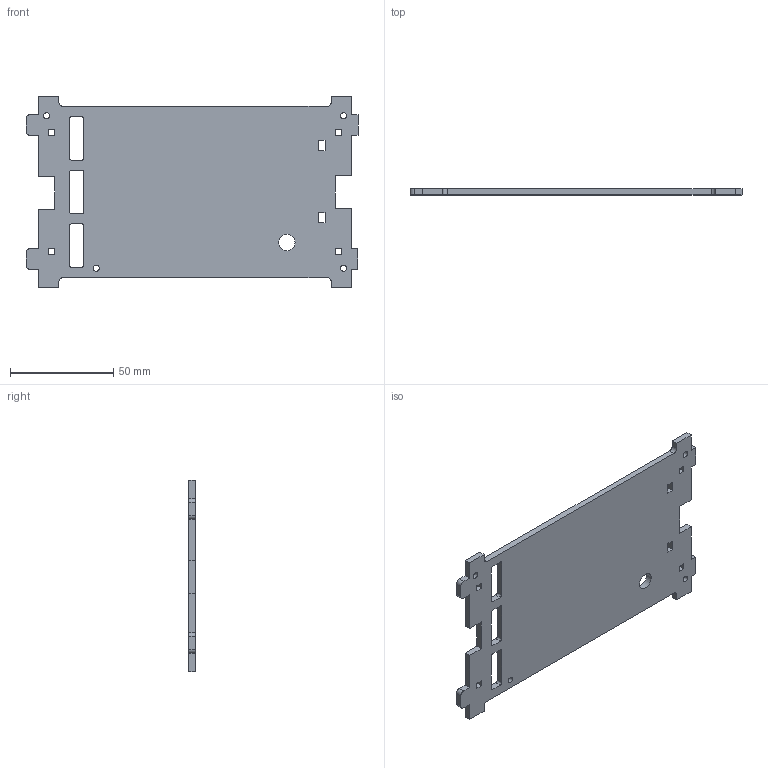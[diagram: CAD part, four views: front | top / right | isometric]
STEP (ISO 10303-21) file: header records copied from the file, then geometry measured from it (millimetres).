
FILE_DESCRIPTION((''),'2;1');
FILE_NAME('Main_Platform.stp','2013-11-13T21:59:24',(''),(''),'Autodesk Inventor 2013','Autodesk Inventor 2013','');
FILE_SCHEMA(('AUTOMOTIVE_DESIGN { 1 0 10303 214 1 1 1 1 }'));
Length unit declared in the file: millimetre
Products named in the file (1): Main_Platform
Bounding box: 161 x 3 x 93 mm (x, y, z)
Volume: 36471.1 mm3; surface area: 26944.5 mm2
Topology: 1 solids, 1 shells, 99 faces, 291 edges, 194 vertices
Faces by surface type: plane 74, cylinder 25
Full cylindrical faces by diameter (mm): 3 x4, 8 x1
Entity records: 3332 total; most frequent: CARTESIAN_POINT 580, ORIENTED_EDGE 572, DIRECTION 536, EDGE_CURVE 286, VECTOR 236, LINE 236, VERTEX_POINT 194, AXIS2_PLACEMENT_3D 150
